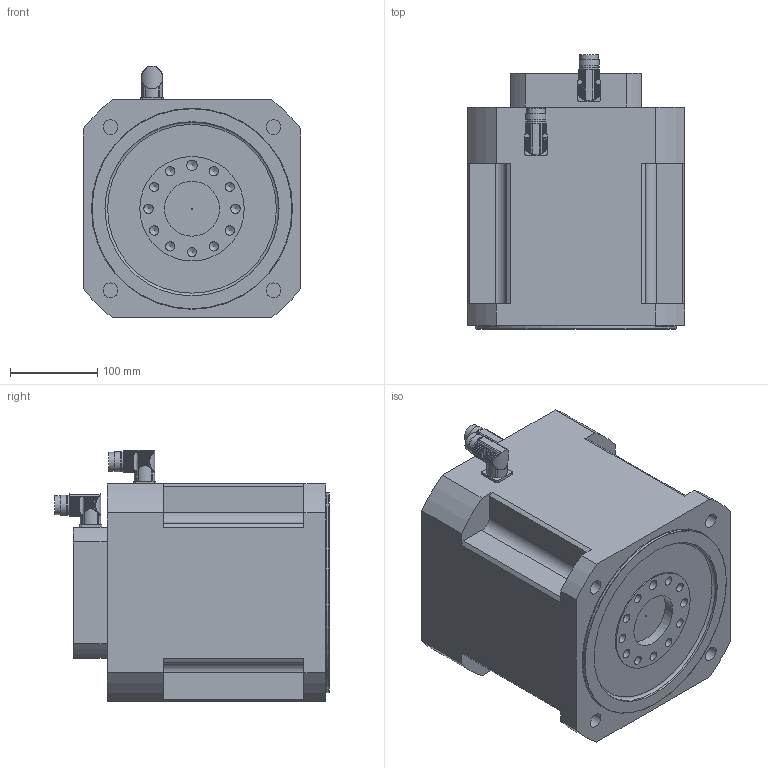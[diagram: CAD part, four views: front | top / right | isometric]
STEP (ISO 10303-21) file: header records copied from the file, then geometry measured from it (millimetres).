
FILE_DESCRIPTION(/* description */ (''),/* implementation_level */ '2;1');
FILE_NAME(/* name */ 'KTY74212Q_RD_VB',/* time_stamp */ '2009-01-29T09:26:04+01:00',/* author */ (''),/* organization */ (''),/* preprocessor_version */ 'ST-DEVELOPER v8',/* originating_system */ 'UNIGRAPHICS SOLUTIONS - UNIGRAPHICS 18.0',/* authorisation */ '');
FILE_SCHEMA (('AUTOMOTIVE_DESIGN { 1 2 10303 214 0 1 1 1 }'));
Length unit declared in the file: millimetre
Products named in the file (2): Winkelflanschdose_0; KTY7428Q_RD_VB_0
Assembly tree (2 placements, depth 2):
  KTY7428Q_RD_VB_0
    Winkelflanschdose_0  x2
Bounding box: 250 x 315.15 x 288.49 mm (x, y, z)
Volume: 15054400.5 mm3; surface area: 429153.4 mm2
Topology: 3 solids, 3 shells, 420 faces, 1189 edges, 793 vertices
Faces by surface type: cylinder 333, plane 72, cone 13, torus 2
Full cylindrical faces by diameter (mm): 1 x1, 10.579 x11, 12 x1, 16 x2, 17 x4, 21 x2, 21.5 x2, 23 x4, 63 x1, 120 x1, 200 x1, 230 x1
Entity records: 8362 total; most frequent: CARTESIAN_POINT 1992, ORIENTED_EDGE 1302, DIRECTION 1284, EDGE_CURVE 651, AXIS2_PLACEMENT_3D 514, VERTEX_POINT 464, EDGE_LOOP 317, ADVANCED_FACE 256
